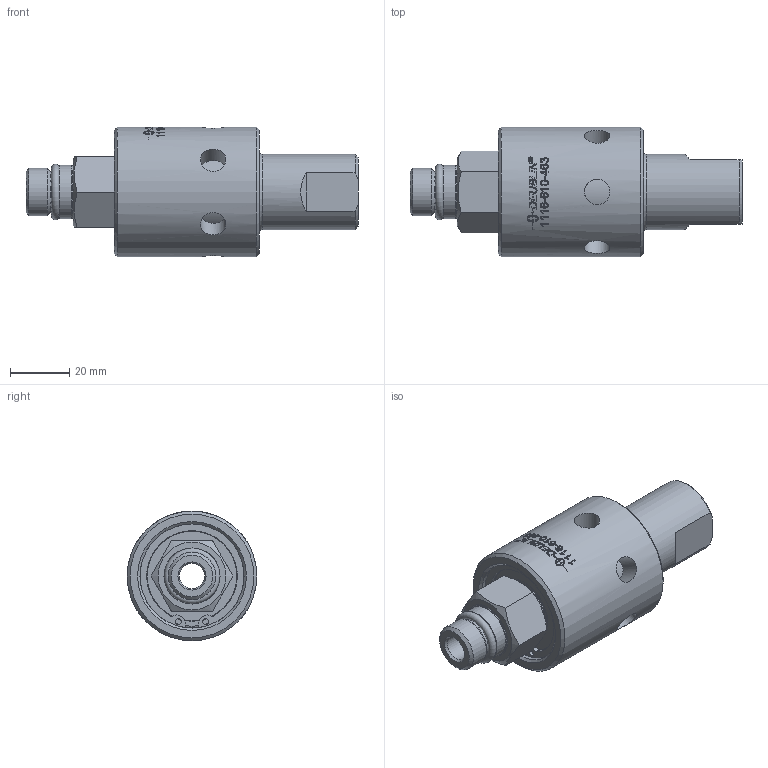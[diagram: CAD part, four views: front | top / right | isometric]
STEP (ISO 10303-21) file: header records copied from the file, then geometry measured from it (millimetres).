
FILE_DESCRIPTION(/* description */ (''),/* implementation_level */ '2;1');
FILE_NAME(/* name */ '1116-610-463-IC.stp',/* time_stamp */ '2020-05-14T13:33:28-05:00',/* author */ ('moorera'),/* organization */ (''),/* preprocessor_version */ 'ST-DEVELOPER v18.1',/* originating_system */ 'Autodesk Inventor 2020',/* authorisation */ '');
FILE_SCHEMA (('AUTOMOTIVE_DESIGN { 1 0 10303 214 3 1 1 }'));
Length unit declared in the file: millimetre
Products named in the file (1): 1116-610-463-IC
Bounding box: 111.9 x 43.7 x 43.7 mm (x, y, z)
Volume: 86182.5 mm3; surface area: 20912.3 mm2
Topology: 2 solids, 3 shells, 452 faces, 1231 edges, 827 vertices
Faces by surface type: plane 231, bspline 124, cylinder 74, cone 13, torus 10
Full cylindrical faces by diameter (mm): 1.981 x2, 8.5 x1, 8.6 x6, 13.5 x2, 14.95 x1, 16 x1, 17.991 x1, 19.84 x1, 21.675 x1, 25.4 x1, 30.125 x1, 30.4 x1, 35.08 x2, 37.25 x1, 43.7 x1
Entity records: 18505 total; most frequent: CARTESIAN_POINT 7296, ORIENTED_EDGE 2462, DIRECTION 2092, EDGE_CURVE 1231, VERTEX_POINT 827, AXIS2_PLACEMENT_3D 824, EDGE_LOOP 510, FACE_OUTER_BOUND 452
